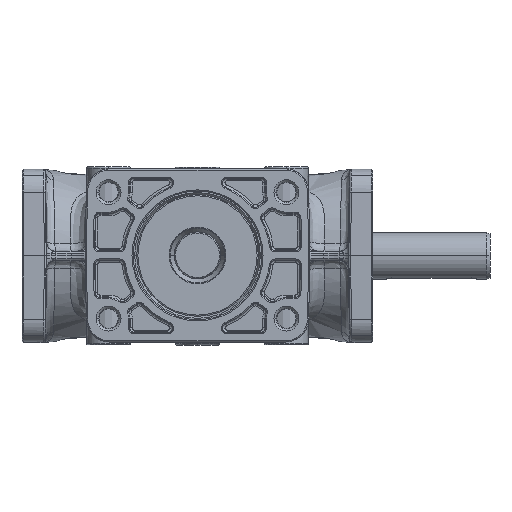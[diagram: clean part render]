
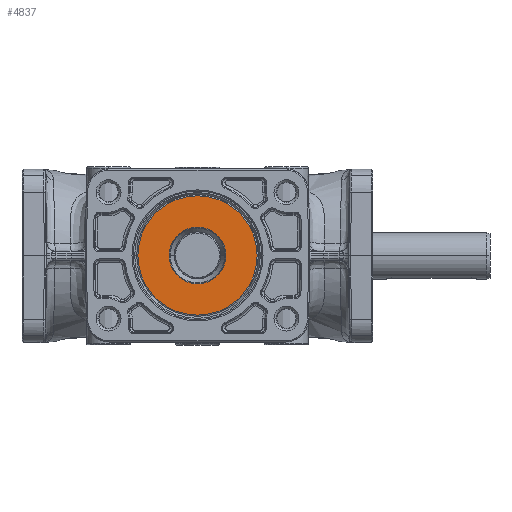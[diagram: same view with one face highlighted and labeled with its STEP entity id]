
A CAD part, top view. The second image highlights one B-rep face of the part: STEP entity #4837.
In plain terms, the highlighted planar face has unit normal (0, 0, 1).
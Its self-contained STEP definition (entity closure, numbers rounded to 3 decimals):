
#4837=ADVANCED_FACE('',(#12434,#12435),#12436,.T.);
#12434=FACE_OUTER_BOUND('',#25931,.T.);
#12435=FACE_BOUND('',#25932,.T.);
#12436=PLANE('',#25933);
#25931=EDGE_LOOP('',(#120225,#120226));
#25932=EDGE_LOOP('',(#120227,#120228));
#25933=AXIS2_PLACEMENT_3D('',#120229,#120230,#120231);
#120225=ORIENTED_EDGE('',*,*,#144318,.F.);
#120226=ORIENTED_EDGE('',*,*,#144473,.F.);
#120227=ORIENTED_EDGE('',*,*,#144471,.T.);
#120228=ORIENTED_EDGE('',*,*,#144323,.T.);
#120229=CARTESIAN_POINT('',(-18.8,0.0,131.8));
#120230=DIRECTION('',(0.0,0.0,1.0));
#120231=DIRECTION('',(1.0,-0.0,0.0));
#144318=EDGE_CURVE('',#158185,#158187,#158188,.T.);
#144323=EDGE_CURVE('',#158195,#158192,#158196,.T.);
#144471=EDGE_CURVE('',#158192,#158195,#158406,.T.);
#144473=EDGE_CURVE('',#158187,#158185,#158408,.T.);
#158185=VERTEX_POINT('',#178569);
#158187=VERTEX_POINT('',#178571);
#158188=CIRCLE('',#178572,25.5);
#158192=VERTEX_POINT('',#178576);
#158195=VERTEX_POINT('',#178580);
#158196=CIRCLE('',#178581,12.1);
#158406=CIRCLE('',#179046,12.1);
#158408=CIRCLE('',#179048,25.5);
#178569=CARTESIAN_POINT('',(-25.5,0.0,131.8));
#178571=CARTESIAN_POINT('',(25.5,0.,131.8));
#178572=AXIS2_PLACEMENT_3D('',#210183,#210184,#210185);
#178576=CARTESIAN_POINT('',(-12.1,0.0,131.8));
#178580=CARTESIAN_POINT('',(12.1,0.,131.8));
#178581=AXIS2_PLACEMENT_3D('',#210193,#210194,#210195);
#179046=AXIS2_PLACEMENT_3D('',#210343,#210344,#210345);
#179048=AXIS2_PLACEMENT_3D('',#210346,#210347,#210348);
#210183=CARTESIAN_POINT('',(0.0,0.0,131.8));
#210184=DIRECTION('',(0.0,0.0,-1.0));
#210185=DIRECTION('',(-1.0,0.0,0.0));
#210193=CARTESIAN_POINT('',(0.0,0.0,131.8));
#210194=DIRECTION('',(0.0,0.0,-1.0));
#210195=DIRECTION('',(-1.0,0.0,0.0));
#210343=CARTESIAN_POINT('',(0.0,0.0,131.8));
#210344=DIRECTION('',(0.0,0.0,-1.0));
#210345=DIRECTION('',(-1.0,0.0,0.0));
#210346=CARTESIAN_POINT('',(0.0,0.0,131.8));
#210347=DIRECTION('',(0.0,0.0,-1.0));
#210348=DIRECTION('',(-1.0,0.0,0.0));
